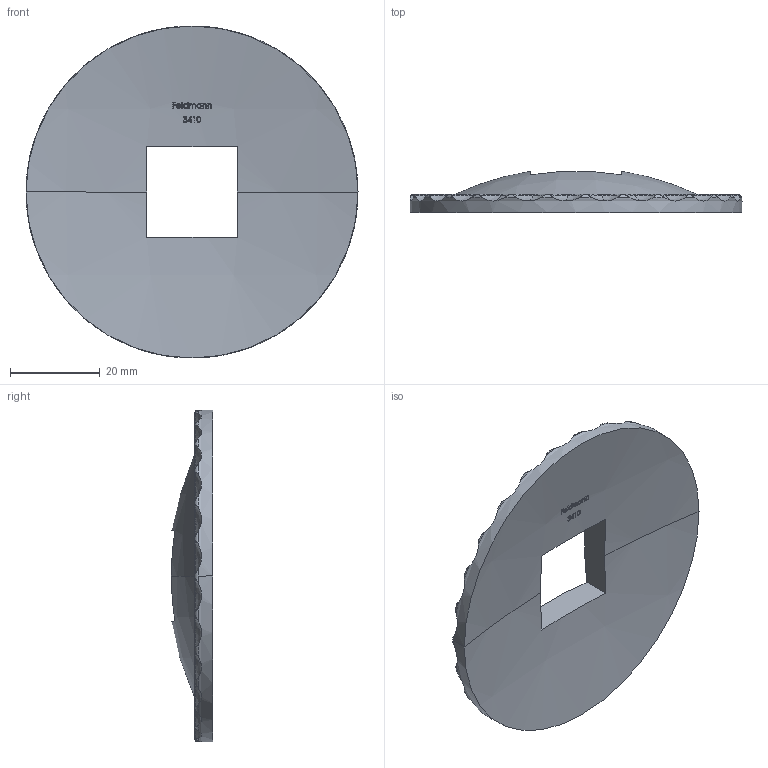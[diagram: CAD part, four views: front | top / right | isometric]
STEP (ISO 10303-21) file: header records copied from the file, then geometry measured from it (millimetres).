
FILE_DESCRIPTION (( 'STEP AP203' ), '1' );
FILE_NAME ('3410.step', '2015-09-17T14:56:42', ( '' ), ( '' ), 'SwSTEP 2.0', 'SolidWorks 2015', '' );
FILE_SCHEMA (( 'CONFIG_CONTROL_DESIGN' ));
Length unit declared in the file: millimetre
Products named in the file (1): 3410
Bounding box: 74 x 9.19 x 74 mm (x, y, z)
Volume: 14087.9 mm3; surface area: 9949.3 mm2
Topology: 1 solids, 1 shells, 298 faces, 834 edges, 555 vertices
Faces by surface type: plane 82, sphere 75, bspline 71, torus 68, cylinder 2
Entity records: 13400 total; most frequent: CARTESIAN_POINT 6077, ORIENTED_EDGE 1668, DIRECTION 1363, EDGE_CURVE 834, AXIS2_PLACEMENT_3D 605, VERTEX_POINT 555, CIRCLE 377, EDGE_LOOP 317
